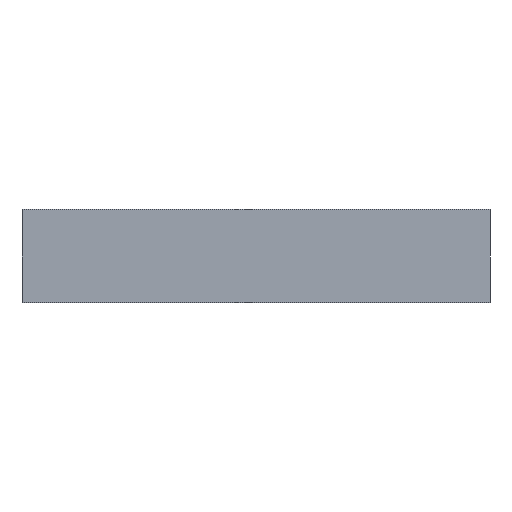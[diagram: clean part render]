
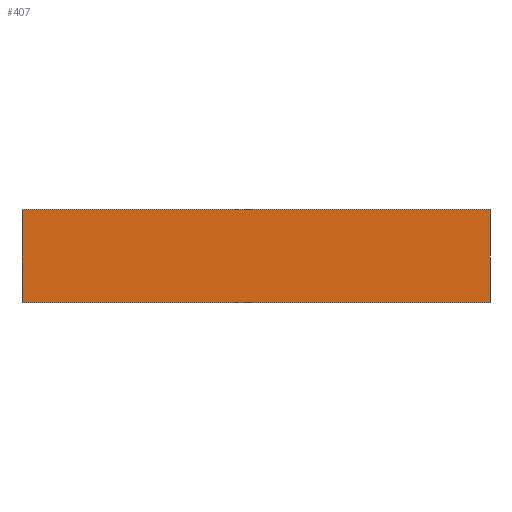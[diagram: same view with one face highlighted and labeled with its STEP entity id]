
A CAD part, top view. The second image highlights one B-rep face of the part: STEP entity #407.
In plain terms, the highlighted planar face has unit normal (0, 0, 1).
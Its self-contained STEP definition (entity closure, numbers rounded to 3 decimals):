
#19=PLANE('',#443);
#35=FACE_OUTER_BOUND('',#57,.T.);
#57=EDGE_LOOP('',(#302,#303,#304,#305));
#85=LINE('',#654,#121);
#86=LINE('',#658,#122);
#87=LINE('',#660,#123);
#88=LINE('',#661,#124);
#121=VECTOR('',#525,1.);
#122=VECTOR('',#530,1.);
#123=VECTOR('',#531,1.);
#124=VECTOR('',#532,1.);
#184=VERTEX_POINT('',#651);
#185=VERTEX_POINT('',#653);
#186=VERTEX_POINT('',#657);
#187=VERTEX_POINT('',#659);
#232=EDGE_CURVE('',#184,#185,#85,.T.);
#234=EDGE_CURVE('',#184,#186,#86,.T.);
#235=EDGE_CURVE('',#186,#187,#87,.T.);
#236=EDGE_CURVE('',#187,#185,#88,.T.);
#302=ORIENTED_EDGE('',*,*,#234,.T.);
#303=ORIENTED_EDGE('',*,*,#235,.T.);
#304=ORIENTED_EDGE('',*,*,#236,.T.);
#305=ORIENTED_EDGE('',*,*,#232,.F.);
#407=ADVANCED_FACE('',(#35),#19,.T.);
#443=AXIS2_PLACEMENT_3D('',#656,#528,#529);
#525=DIRECTION('',(1.,0.,0.));
#528=DIRECTION('center_axis',(0.,0.,1.));
#529=DIRECTION('ref_axis',(0.,-1.,0.));
#530=DIRECTION('',(0.,-1.,0.));
#531=DIRECTION('',(1.,0.,0.));
#532=DIRECTION('',(0.,1.,0.));
#651=CARTESIAN_POINT('',(21.945,626.369,0.75));
#653=CARTESIAN_POINT('',(3021.945,626.369,0.75));
#654=CARTESIAN_POINT('',(21.945,626.369,0.75));
#656=CARTESIAN_POINT('Origin',(21.945,228.369,0.75));
#657=CARTESIAN_POINT('',(21.945,30.369,0.75));
#658=CARTESIAN_POINT('',(21.945,228.369,0.75));
#659=CARTESIAN_POINT('',(3021.945,30.369,0.75));
#660=CARTESIAN_POINT('',(21.945,30.369,0.75));
#661=CARTESIAN_POINT('',(3021.945,328.369,0.75));
